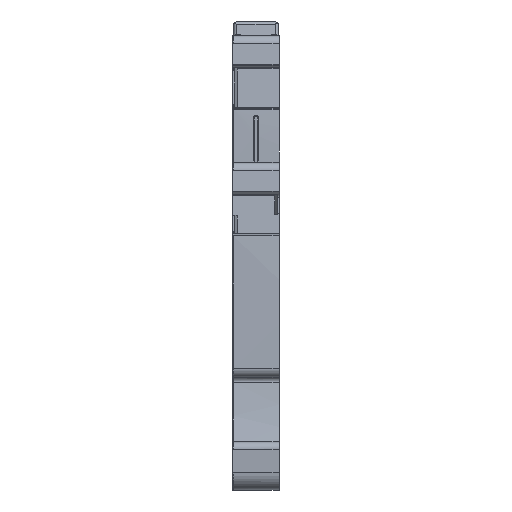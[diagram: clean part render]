
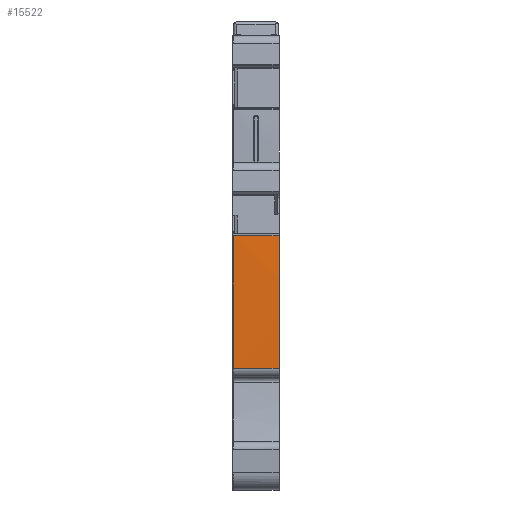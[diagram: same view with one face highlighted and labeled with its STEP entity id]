
A CAD part, front view. The second image highlights one B-rep face of the part: STEP entity #15522.
In plain terms, the highlighted cylindrical face has radius 151.052 mm (diameter 302.104 mm), a partial arc.
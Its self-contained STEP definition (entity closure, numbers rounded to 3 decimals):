
#9183=AXIS2_PLACEMENT_3D('Circle Axis2P3D',#9181,#9182,$) ;
#9190=AXIS2_PLACEMENT_3D('Circle Axis2P3D',#9188,#9189,$) ;
#15508=AXIS2_PLACEMENT_3D('Cylinder Axis2P3D',#15505,#15506,#15507) ;
#3485=CARTESIAN_POINT('Vertex',(0.05,1.529,13.426)) ;
#3521=CARTESIAN_POINT('Control Point',(0.05,1.886,28.054)) ;
#3522=CARTESIAN_POINT('Control Point',(0.05,1.673,25.134)) ;
#3523=CARTESIAN_POINT('Control Point',(0.05,1.531,22.209)) ;
#3524=CARTESIAN_POINT('Control Point',(0.05,1.459,19.281)) ;
#3525=CARTESIAN_POINT('Control Point',(0.05,1.458,16.353)) ;
#3526=CARTESIAN_POINT('Control Point',(0.05,1.529,13.426)) ;
#3527=CARTESIAN_POINT('Vertex',(0.05,1.886,28.054)) ;
#9178=CARTESIAN_POINT('Vertex',(5.1,1.886,28.054)) ;
#9181=CARTESIAN_POINT('Axis2P3D Location',(5.1,152.537,17.05)) ;
#9185=CARTESIAN_POINT('Vertex',(5.1,1.528,13.45)) ;
#9188=CARTESIAN_POINT('Axis2P3D Location',(5.1,2.529,13.45)) ;
#9192=CARTESIAN_POINT('Vertex',(5.1,1.529,13.426)) ;
#15488=CARTESIAN_POINT('Line Origine',(2.55,1.886,28.054)) ;
#15505=CARTESIAN_POINT('Axis2P3D Location',(2.55,152.537,17.05)) ;
#15510=CARTESIAN_POINT('Line Origine',(2.55,1.529,13.426)) ;
#9182=DIRECTION('Axis2P3D Direction',(1.,0.,0.)) ;
#9189=DIRECTION('Axis2P3D Direction',(1.,0.,0.)) ;
#15489=DIRECTION('Vector Direction',(1.,0.,0.)) ;
#15506=DIRECTION('Axis2P3D Direction',(1.,0.,0.)) ;
#15507=DIRECTION('Axis2P3D XDirection',(0.,-0.996,0.089)) ;
#15511=DIRECTION('Vector Direction',(1.,0.,0.)) ;
#15490=VECTOR('Line Direction',#15489,1.) ;
#15512=VECTOR('Line Direction',#15511,1.) ;
#15516=ORIENTED_EDGE('',*,*,#15514,.T.) ;
#15517=ORIENTED_EDGE('',*,*,#9194,.F.) ;
#15518=ORIENTED_EDGE('',*,*,#9187,.F.) ;
#15519=ORIENTED_EDGE('',*,*,#15492,.F.) ;
#15520=ORIENTED_EDGE('',*,*,#3529,.F.) ;
#15522=ADVANCED_FACE('72242_MLD_A2T_2-5_DT-DT -#[PA66_PA6|DKBG]#.1\\Assembly',(#15521),#15509,.T.) ;
#3520=B_SPLINE_CURVE_WITH_KNOTS('',5,(#3521,#3522,#3523,#3524,#3525,#3526),.UNSPECIFIED.,.F.,.U.,(6,6),(271.868,286.506),.UNSPECIFIED.) ;
#9184=CIRCLE('generated circle',#9183,151.052) ;
#9191=CIRCLE('generated circle',#9190,1.) ;
#15509=CYLINDRICAL_SURFACE('generated cylinder',#15508,151.052) ;
#3529=EDGE_CURVE('',#3486,#3528,#3520,.F.) ;
#9187=EDGE_CURVE('',#9179,#9186,#9184,.T.) ;
#9194=EDGE_CURVE('',#9186,#9193,#9191,.T.) ;
#15492=EDGE_CURVE('',#3528,#9179,#15491,.T.) ;
#15514=EDGE_CURVE('',#3486,#9193,#15513,.T.) ;
#15515=EDGE_LOOP('',(#15516,#15517,#15518,#15519,#15520)) ;
#15521=FACE_OUTER_BOUND('',#15515,.T.) ;
#15491=LINE('Line',#15488,#15490) ;
#15513=LINE('Line',#15510,#15512) ;
#3486=VERTEX_POINT('',#3485) ;
#3528=VERTEX_POINT('',#3527) ;
#9179=VERTEX_POINT('',#9178) ;
#9186=VERTEX_POINT('',#9185) ;
#9193=VERTEX_POINT('',#9192) ;
